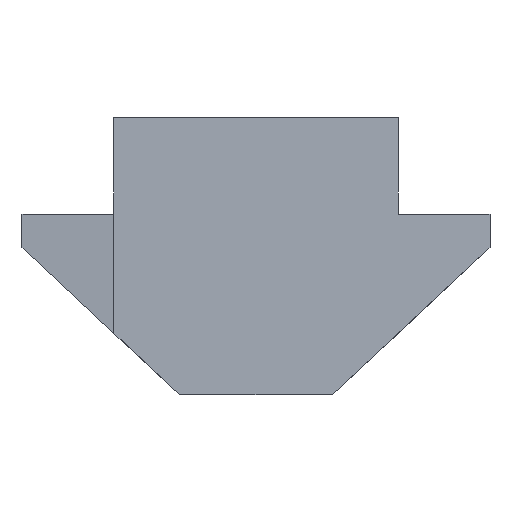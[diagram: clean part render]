
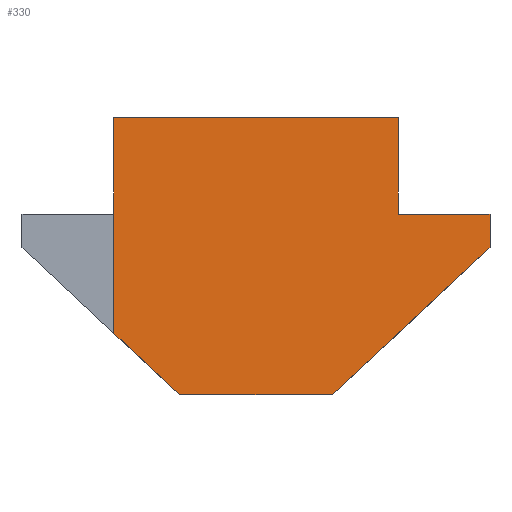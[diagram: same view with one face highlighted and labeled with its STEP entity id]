
A CAD part, front view. The second image highlights one B-rep face of the part: STEP entity #330.
In plain terms, the highlighted planar face has unit normal (0.707, -0.707, 0).
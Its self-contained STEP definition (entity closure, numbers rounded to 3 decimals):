
#34=FACE_OUTER_BOUND('',#51,.T.);
#51=EDGE_LOOP('',(#260,#261,#262,#263,#264,#265,#266,#267,#268));
#56=LINE('',#465,#93);
#68=LINE('',#497,#105);
#70=LINE('',#502,#107);
#76=LINE('',#514,#113);
#78=LINE('',#518,#115);
#81=LINE('',#522,#118);
#83=LINE('',#531,#120);
#88=LINE('',#539,#125);
#89=LINE('',#541,#126);
#93=VECTOR('',#381,1000.);
#105=VECTOR('',#405,1000.);
#107=VECTOR('',#409,1000.);
#113=VECTOR('',#419,1000.);
#115=VECTOR('',#423,1000.);
#118=VECTOR('',#428,1000.);
#120=VECTOR('',#440,1000.);
#125=VECTOR('',#447,1000.);
#126=VECTOR('',#450,1000.);
#129=VERTEX_POINT('',#461);
#131=VERTEX_POINT('',#464);
#142=VERTEX_POINT('',#490);
#145=VERTEX_POINT('',#495);
#146=VERTEX_POINT('',#499);
#147=VERTEX_POINT('',#501);
#149=VERTEX_POINT('',#506);
#152=VERTEX_POINT('',#517);
#154=VERTEX_POINT('',#530);
#158=EDGE_CURVE('',#131,#129,#56,.T.);
#173=EDGE_CURVE('',#145,#142,#68,.T.);
#175=EDGE_CURVE('',#147,#146,#70,.T.);
#181=EDGE_CURVE('',#149,#129,#76,.T.);
#183=EDGE_CURVE('',#131,#152,#78,.T.);
#186=EDGE_CURVE('',#152,#146,#81,.T.);
#191=EDGE_CURVE('',#154,#142,#83,.T.);
#196=EDGE_CURVE('',#145,#147,#88,.T.);
#197=EDGE_CURVE('',#154,#149,#89,.T.);
#260=ORIENTED_EDGE('',*,*,#183,.F.);
#261=ORIENTED_EDGE('',*,*,#158,.T.);
#262=ORIENTED_EDGE('',*,*,#181,.F.);
#263=ORIENTED_EDGE('',*,*,#197,.F.);
#264=ORIENTED_EDGE('',*,*,#191,.T.);
#265=ORIENTED_EDGE('',*,*,#173,.F.);
#266=ORIENTED_EDGE('',*,*,#196,.T.);
#267=ORIENTED_EDGE('',*,*,#175,.T.);
#268=ORIENTED_EDGE('',*,*,#186,.F.);
#297=PLANE('',#372);
#330=ADVANCED_FACE('',(#34),#297,.F.);
#372=AXIS2_PLACEMENT_3D('',#540,#448,#449);
#381=DIRECTION('',(-0.707,-0.707,0.));
#405=DIRECTION('',(-0.707,-0.707,0.));
#409=DIRECTION('',(0.,0.,1.));
#419=DIRECTION('',(0.,0.,1.));
#423=DIRECTION('',(0.,0.,-1.));
#428=DIRECTION('',(0.707,0.707,0.));
#440=DIRECTION('',(0.59,0.59,-0.551));
#447=DIRECTION('',(0.59,0.59,0.551));
#448=DIRECTION('center_axis',(-0.707,0.707,0.));
#449=DIRECTION('ref_axis',(-0.707,-0.707,0.));
#450=DIRECTION('',(0.,0.,1.));
#461=CARTESIAN_POINT('',(-4.25,-9.5,0.));
#464=CARTESIAN_POINT('',(4.25,-1.,0.));
#465=CARTESIAN_POINT('',(7.,1.75,0.));
#490=CARTESIAN_POINT('',(-2.282,-7.532,-8.3));
#495=CARTESIAN_POINT('',(2.282,-2.968,-8.3));
#497=CARTESIAN_POINT('',(7.,1.75,-8.3));
#499=CARTESIAN_POINT('',(7.,1.75,-2.9));
#501=CARTESIAN_POINT('',(7.,1.75,-3.9));
#502=CARTESIAN_POINT('',(7.,1.75,-8.3));
#506=CARTESIAN_POINT('',(-4.25,-9.5,-2.9));
#514=CARTESIAN_POINT('',(-4.25,-9.5,-8.3));
#517=CARTESIAN_POINT('',(4.25,-1.,-2.9));
#518=CARTESIAN_POINT('',(4.25,-1.,-8.3));
#522=CARTESIAN_POINT('',(7.,1.75,-2.9));
#530=CARTESIAN_POINT('',(-4.25,-9.5,-6.465));
#531=CARTESIAN_POINT('',(0.343,-4.907,-10.748));
#539=CARTESIAN_POINT('',(3.316,-1.934,-7.335));
#540=CARTESIAN_POINT('Origin',(7.,1.75,-8.3));
#541=CARTESIAN_POINT('',(-4.25,-9.5,-8.3));
